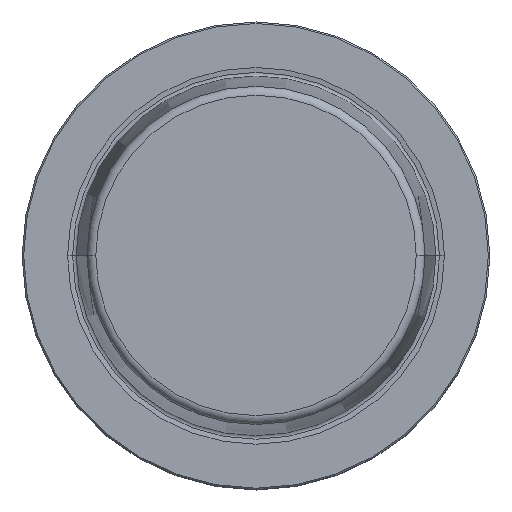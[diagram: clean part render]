
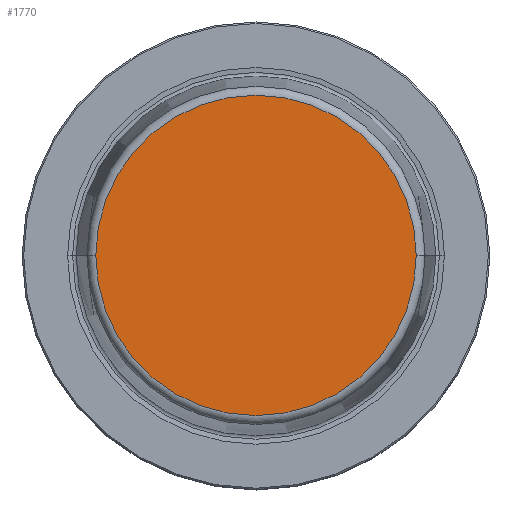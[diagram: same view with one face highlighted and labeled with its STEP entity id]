
A CAD part, top view. The second image highlights one B-rep face of the part: STEP entity #1770.
In plain terms, the highlighted planar face has unit normal (0, 0, 1).
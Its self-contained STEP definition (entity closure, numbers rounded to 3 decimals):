
#329=CARTESIAN_POINT('',(0.,0.,31.9));
#330=DIRECTION('',(0.,0.,1.));
#331=DIRECTION('',(1.,0.,0.));
#332=AXIS2_PLACEMENT_3D('',#329,#330,#331);
#337=CARTESIAN_POINT('',(0.,0.,31.9));
#338=DIRECTION('',(0.,0.,-1.));
#339=DIRECTION('',(1.,0.,0.));
#340=AXIS2_PLACEMENT_3D('',#337,#338,#339);
#1371=CARTESIAN_POINT('',(21.581,0.,31.9));
#1372=VERTEX_POINT('',#1371);
#1387=CARTESIAN_POINT('',(-21.581,0.,31.9));
#1388=VERTEX_POINT('',#1387);
#1761=CARTESIAN_POINT('',(0.,0.,31.9));
#1762=DIRECTION('',(0.,0.,-1.));
#1763=DIRECTION('',(-1.,0.,0.));
#1764=AXIS2_PLACEMENT_3D('',#1761,#1762,#1763);
#1765=PLANE('',#1764);
#1766=ORIENTED_EDGE('',*,*,#1754,.F.);
#1767=ORIENTED_EDGE('',*,*,#1743,.T.);
#1768=EDGE_LOOP('',(#1766,#1767));
#1769=FACE_OUTER_BOUND('',#1768,.F.);
#333=CIRCLE('',#332,21.581);
#341=CIRCLE('',#340,21.581);
#1743=EDGE_CURVE('',#1372,#1388,#341,.T.);
#1754=EDGE_CURVE('',#1372,#1388,#333,.T.);
#1770=ADVANCED_FACE('',(#1769),#1765,.F.);
